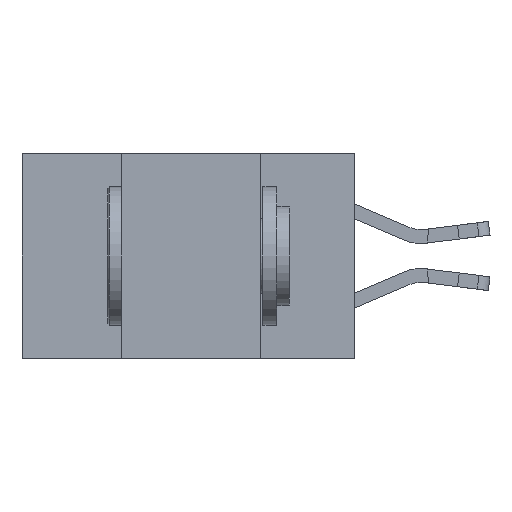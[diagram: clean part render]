
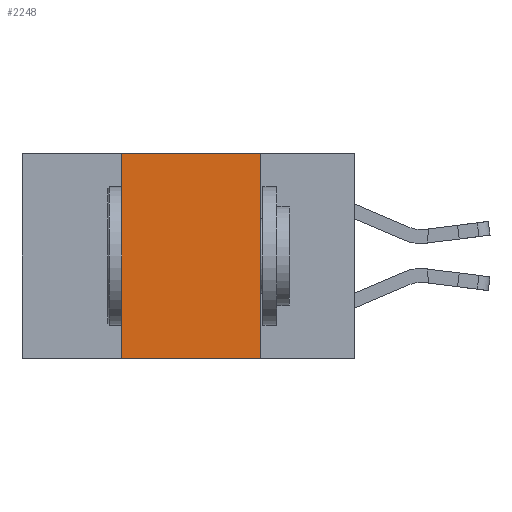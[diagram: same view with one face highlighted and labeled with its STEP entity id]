
A CAD part, left-side view. The second image highlights one B-rep face of the part: STEP entity #2248.
In plain terms, the highlighted planar face has unit normal (-1, 0, 0).
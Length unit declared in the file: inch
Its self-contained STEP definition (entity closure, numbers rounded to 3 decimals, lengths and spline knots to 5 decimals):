
#635 = DIRECTION ( 'NONE',  ( 0., -1., 0. ) ) ;
#891 = EDGE_LOOP ( 'NONE', ( #4375, #6093, #1999, #10985 ) ) ;
#1217 = EDGE_CURVE ( 'NONE', #4457, #8252, #5757, .T. ) ;
#1658 = DIRECTION ( 'NONE',  ( 0., 0., -1. ) ) ;
#1999 = ORIENTED_EDGE ( 'NONE', *, *, #8452, .F. ) ;
#2248 = ADVANCED_FACE ( 'NONE', ( #11410 ), #4000, .F. ) ;
#2491 = VECTOR ( 'NONE', #10232, 39.37008 ) ;
#2695 = CARTESIAN_POINT ( 'NONE',  ( 0., 0.17, 0. ) ) ;
#3024 = CARTESIAN_POINT ( 'NONE',  ( 0., 0.6, 0. ) ) ;
#3125 = VERTEX_POINT ( 'NONE', #2695 ) ;
#3188 = CARTESIAN_POINT ( 'NONE',  ( 0., 0.42, 0. ) ) ;
#3426 = VECTOR ( 'NONE', #635, 39.37008 ) ;
#4000 = PLANE ( 'NONE',  #12901 ) ;
#4047 = LINE ( 'NONE', #10640, #3426 ) ;
#4337 = CARTESIAN_POINT ( 'NONE',  ( 0., 0.6, -0.37 ) ) ;
#4375 = ORIENTED_EDGE ( 'NONE', *, *, #9453, .F. ) ;
#4388 = CARTESIAN_POINT ( 'NONE',  ( 0., 0.17, -0.37 ) ) ;
#4457 = VERTEX_POINT ( 'NONE', #7028 ) ;
#5641 = CARTESIAN_POINT ( 'NONE',  ( 0., 0.17, 0. ) ) ;
#5757 = LINE ( 'NONE', #4337, #8441 ) ;
#6058 = DIRECTION ( 'NONE',  ( 0., 0., -1. ) ) ;
#6093 = ORIENTED_EDGE ( 'NONE', *, *, #9996, .F. ) ;
#7028 = CARTESIAN_POINT ( 'NONE',  ( 0., 0.42, -0.37 ) ) ;
#7516 = VECTOR ( 'NONE', #1658, 39.37008 ) ;
#8252 = VERTEX_POINT ( 'NONE', #4388 ) ;
#8441 = VECTOR ( 'NONE', #9359, 39.37008 ) ;
#8452 = EDGE_CURVE ( 'NONE', #4457, #11066, #12260, .T. ) ;
#9351 = CARTESIAN_POINT ( 'NONE',  ( 0., 0.42, 0. ) ) ;
#9359 = DIRECTION ( 'NONE',  ( 0., -1., 0. ) ) ;
#9453 = EDGE_CURVE ( 'NONE', #3125, #8252, #9859, .T. ) ;
#9859 = LINE ( 'NONE', #5641, #7516 ) ;
#9996 = EDGE_CURVE ( 'NONE', #11066, #3125, #4047, .T. ) ;
#10232 = DIRECTION ( 'NONE',  ( 0., 0., 1. ) ) ;
#10640 = CARTESIAN_POINT ( 'NONE',  ( 0., 0.6, 0. ) ) ;
#10985 = ORIENTED_EDGE ( 'NONE', *, *, #1217, .T. ) ;
#11066 = VERTEX_POINT ( 'NONE', #9351 ) ;
#11410 = FACE_OUTER_BOUND ( 'NONE', #891, .T. ) ;
#12106 = DIRECTION ( 'NONE',  ( 1., 0., 0. ) ) ;
#12260 = LINE ( 'NONE', #3188, #2491 ) ;
#12901 = AXIS2_PLACEMENT_3D ( 'NONE', #3024, #12106, #6058 ) ;
